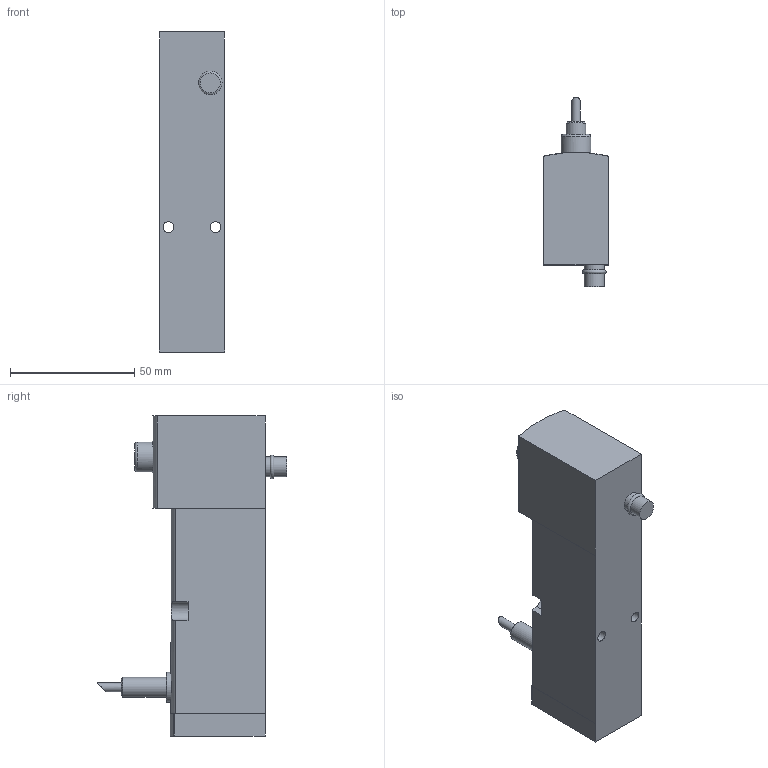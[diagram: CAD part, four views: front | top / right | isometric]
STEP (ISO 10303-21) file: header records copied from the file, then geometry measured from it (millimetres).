
FILE_DESCRIPTION(/* description */ ('STEP AP214'),/* implementation_level */ '2;1');
FILE_NAME(/* name */ '560742_VSVA-B-M52-MZD-A1-1T1L-ANC',/* time_stamp */ '2024-09-17T07:30:45+02:00',/* author */ ('License CC BY-ND 4.0'),/* organization */ ('CADENAS'),/* preprocessor_version */ 'ST-DEVELOPER v19.3',/* originating_system */ 'PARTsolutions',/* authorisation */ ' ');
FILE_SCHEMA (('AUTOMOTIVE_DESIGN {1 0 10303 214 3 1 1}'));
Length unit declared in the file: millimetre
Products named in the file (1): 560742 VSVA-B-M52-MZD-A1-1T1L-ANC
Bounding box: 26.2 x 76.4 x 128.8 mm (x, y, z)
Volume: 132025.6 mm3; surface area: 21148.9 mm2
Topology: 1 solids, 1 shells, 73 faces, 172 edges, 112 vertices
Faces by surface type: plane 36, cylinder 32, cone 3, torus 2
Full cylindrical faces by diameter (mm): 1.2 x2, 3.5 x1, 4.3 x2, 8 x3, 12 x2, 13 x1
Entity records: 2608 total; most frequent: CARTESIAN_POINT 384, DIRECTION 368, ORIENTED_EDGE 312, EDGE_CURVE 156, AXIS2_PLACEMENT_3D 142, VERTEX_POINT 112, EDGE_LOOP 104, FACE_BOUND 104
